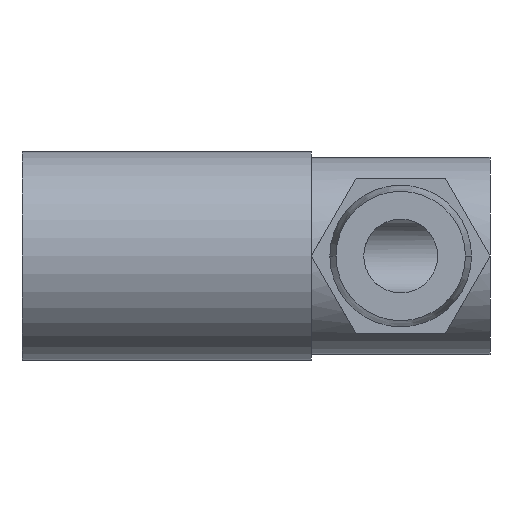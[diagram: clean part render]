
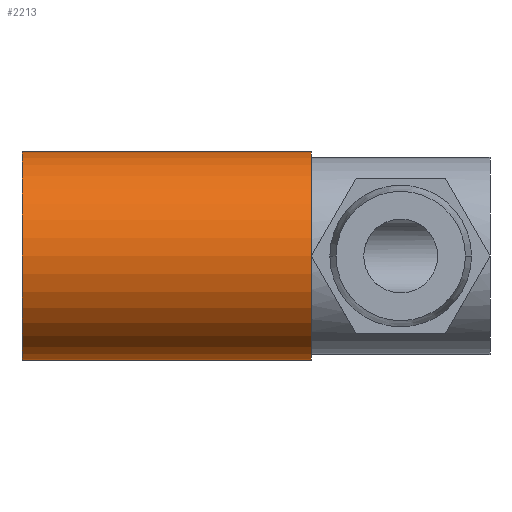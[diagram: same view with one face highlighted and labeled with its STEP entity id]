
A CAD part, front view. The second image highlights one B-rep face of the part: STEP entity #2213.
In plain terms, the highlighted cylindrical face has radius 8.5 mm (diameter 17 mm), a partial arc.
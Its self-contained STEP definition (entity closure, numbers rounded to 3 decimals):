
#91 = CYLINDRICAL_SURFACE ( 'NONE', #3981, 8.5 ) ;
#404 = DIRECTION ( 'NONE',  ( -1., 0., 0. ) ) ;
#1557 = VECTOR ( 'NONE', #8739, 1000. ) ;
#1560 = DIRECTION ( 'NONE',  ( -1., 0., 0. ) ) ;
#1865 = AXIS2_PLACEMENT_3D ( 'NONE', #1872, #7314, #3926 ) ;
#1872 = CARTESIAN_POINT ( 'NONE',  ( 0., 0., 0. ) ) ;
#2144 = AXIS2_PLACEMENT_3D ( 'NONE', #6561, #5220, #2465 ) ;
#2213 = ADVANCED_FACE ( 'NONE', ( #7672 ), #91, .T. ) ;
#2335 = CARTESIAN_POINT ( 'NONE',  ( 0., 0., 8.5 ) ) ;
#2465 = DIRECTION ( 'NONE',  ( 0., 0., 1. ) ) ;
#2472 = EDGE_LOOP ( 'NONE', ( #3330, #6930, #6784, #7400 ) ) ;
#2614 = EDGE_CURVE ( 'NONE', #4773, #7778, #8067, .T. ) ;
#2747 = CARTESIAN_POINT ( 'NONE',  ( 23.5, 0., -8.5 ) ) ;
#2812 = CARTESIAN_POINT ( 'NONE',  ( 0., 0., 0. ) ) ;
#3012 = VECTOR ( 'NONE', #404, 1000. ) ;
#3229 = CARTESIAN_POINT ( 'NONE',  ( 23.5, 0., 8.5 ) ) ;
#3330 = ORIENTED_EDGE ( 'NONE', *, *, #2614, .F. ) ;
#3926 = DIRECTION ( 'NONE',  ( 0., 0., 1. ) ) ;
#3965 = CARTESIAN_POINT ( 'NONE',  ( 0., 0., -8.5 ) ) ;
#3981 = AXIS2_PLACEMENT_3D ( 'NONE', #2812, #1560, #8384 ) ;
#4140 = CIRCLE ( 'NONE', #1865, 8.5 ) ;
#4773 = VERTEX_POINT ( 'NONE', #2747 ) ;
#5072 = CARTESIAN_POINT ( 'NONE',  ( 0., 0., 8.5 ) ) ;
#5217 = EDGE_CURVE ( 'NONE', #4773, #6168, #7702, .T. ) ;
#5220 = DIRECTION ( 'NONE',  ( -1., 0., 0. ) ) ;
#5750 = EDGE_CURVE ( 'NONE', #7778, #7091, #4140, .T. ) ;
#6168 = VERTEX_POINT ( 'NONE', #3229 ) ;
#6561 = CARTESIAN_POINT ( 'NONE',  ( 23.5, 0., 0. ) ) ;
#6784 = ORIENTED_EDGE ( 'NONE', *, *, #8109, .T. ) ;
#6930 = ORIENTED_EDGE ( 'NONE', *, *, #5217, .T. ) ;
#7091 = VERTEX_POINT ( 'NONE', #5072 ) ;
#7229 = LINE ( 'NONE', #2335, #3012 ) ;
#7314 = DIRECTION ( 'NONE',  ( -1., 0., 0. ) ) ;
#7400 = ORIENTED_EDGE ( 'NONE', *, *, #5750, .F. ) ;
#7672 = FACE_OUTER_BOUND ( 'NONE', #2472, .T. ) ;
#7702 = CIRCLE ( 'NONE', #2144, 8.5 ) ;
#7778 = VERTEX_POINT ( 'NONE', #8810 ) ;
#8067 = LINE ( 'NONE', #3965, #1557 ) ;
#8109 = EDGE_CURVE ( 'NONE', #6168, #7091, #7229, .T. ) ;
#8384 = DIRECTION ( 'NONE',  ( 0., 0., 1. ) ) ;
#8739 = DIRECTION ( 'NONE',  ( -1., 0., 0. ) ) ;
#8810 = CARTESIAN_POINT ( 'NONE',  ( 0., 0., -8.5 ) ) ;
